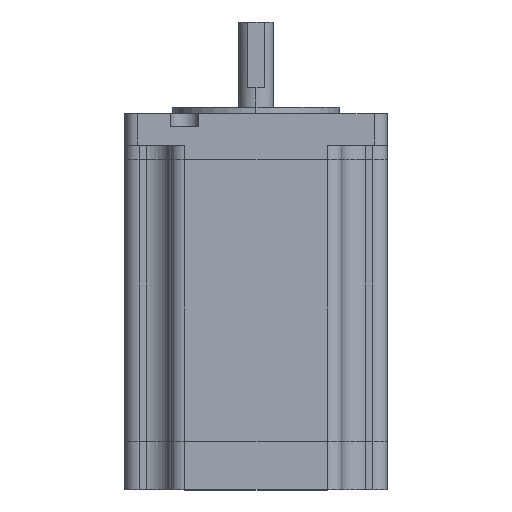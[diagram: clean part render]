
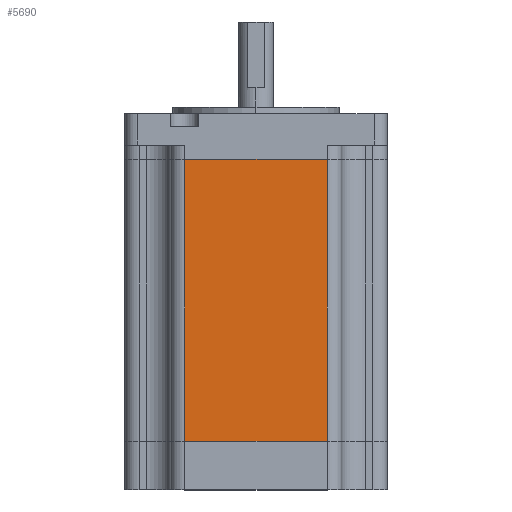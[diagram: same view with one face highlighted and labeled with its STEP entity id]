
A CAD part, top view. The second image highlights one B-rep face of the part: STEP entity #5690.
In plain terms, the highlighted planar face has unit normal (0, 0, 1).
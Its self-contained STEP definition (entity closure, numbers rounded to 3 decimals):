
#315 = CARTESIAN_POINT ( 'NONE',  ( 13.65, 64.5, 0. ) ) ;
#316 = VECTOR ( 'NONE', #4834, 1000. ) ;
#358 = VECTOR ( 'NONE', #3388, 1000. ) ;
#363 = CARTESIAN_POINT ( 'NONE',  ( 46.35, 0., 0. ) ) ;
#452 = EDGE_LOOP ( 'NONE', ( #2449, #3588, #6588, #6171 ) ) ;
#620 = LINE ( 'NONE', #5135, #814 ) ;
#814 = VECTOR ( 'NONE', #1304, 1000. ) ;
#1156 = EDGE_CURVE ( 'NONE', #7075, #3064, #5427, .T. ) ;
#1172 = VERTEX_POINT ( 'NONE', #363 ) ;
#1176 = PLANE ( 'NONE',  #5636 ) ;
#1304 = DIRECTION ( 'NONE',  ( 0., -1., 0. ) ) ;
#1321 = VECTOR ( 'NONE', #2984, 1000. ) ;
#1473 = EDGE_CURVE ( 'NONE', #3064, #1172, #3232, .T. ) ;
#1788 = EDGE_CURVE ( 'NONE', #7075, #6716, #620, .T. ) ;
#1818 = CARTESIAN_POINT ( 'NONE',  ( 13.65, 64.5, 0. ) ) ;
#2017 = EDGE_CURVE ( 'NONE', #6716, #1172, #2073, .T. ) ;
#2073 = LINE ( 'NONE', #7258, #358 ) ;
#2449 = ORIENTED_EDGE ( 'NONE', *, *, #2017, .T. ) ;
#2535 = CARTESIAN_POINT ( 'NONE',  ( 13.65, 0., 0. ) ) ;
#2984 = DIRECTION ( 'NONE',  ( 0., -1., 0. ) ) ;
#3064 = VERTEX_POINT ( 'NONE', #4754 ) ;
#3099 = CARTESIAN_POINT ( 'NONE',  ( 46.35, 64.5, 0. ) ) ;
#3232 = LINE ( 'NONE', #3099, #1321 ) ;
#3372 = FACE_OUTER_BOUND ( 'NONE', #452, .T. ) ;
#3388 = DIRECTION ( 'NONE',  ( 1., 0., 0. ) ) ;
#3588 = ORIENTED_EDGE ( 'NONE', *, *, #1473, .F. ) ;
#3740 = DIRECTION ( 'NONE',  ( 0., 0., -1. ) ) ;
#4754 = CARTESIAN_POINT ( 'NONE',  ( 46.35, 64.5, 0. ) ) ;
#4834 = DIRECTION ( 'NONE',  ( 1., 0., 0. ) ) ;
#5135 = CARTESIAN_POINT ( 'NONE',  ( 13.65, 64.5, 0. ) ) ;
#5319 = CARTESIAN_POINT ( 'NONE',  ( 13.65, 64.5, 0. ) ) ;
#5427 = LINE ( 'NONE', #5319, #316 ) ;
#5636 = AXIS2_PLACEMENT_3D ( 'NONE', #1818, #3740, #8253 ) ;
#5690 = ADVANCED_FACE ( 'NONE', ( #3372 ), #1176, .F. ) ;
#6171 = ORIENTED_EDGE ( 'NONE', *, *, #1788, .T. ) ;
#6588 = ORIENTED_EDGE ( 'NONE', *, *, #1156, .F. ) ;
#6716 = VERTEX_POINT ( 'NONE', #2535 ) ;
#7075 = VERTEX_POINT ( 'NONE', #315 ) ;
#7258 = CARTESIAN_POINT ( 'NONE',  ( 13.65, 0., 0. ) ) ;
#8253 = DIRECTION ( 'NONE',  ( -1., 0., 0. ) ) ;
